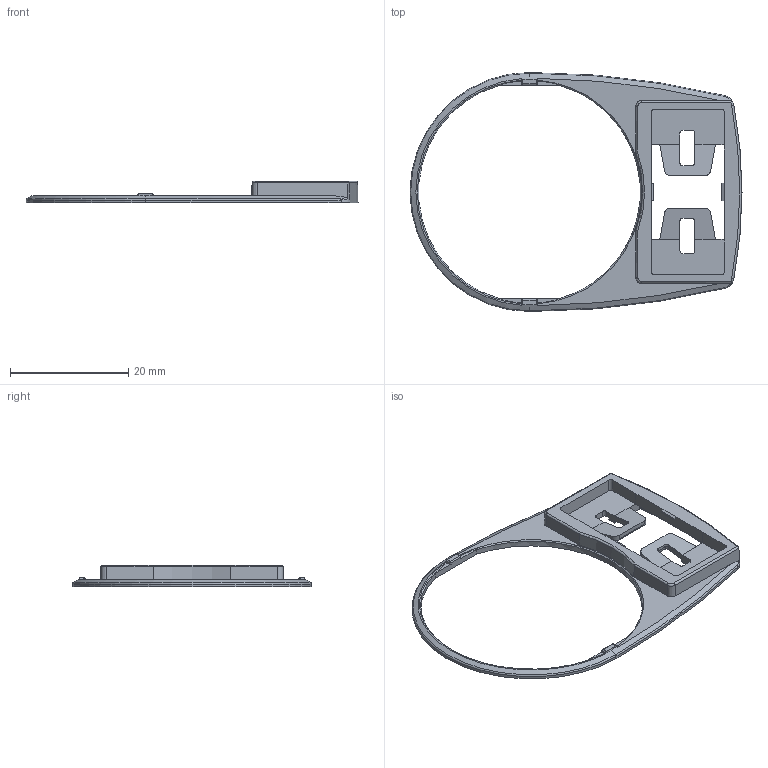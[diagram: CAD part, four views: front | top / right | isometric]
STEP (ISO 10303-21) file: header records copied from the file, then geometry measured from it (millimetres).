
FILE_DESCRIPTION(/* description */ (''),/* implementation_level */ '2;1');
FILE_NAME(/* name */ 'FILE_STP_CAD_DRAWING_3d_LPFXAU100_prt.stp',/* time_stamp */ '2021-09-08T13:56:53+02:00',/* author */ (''),/* organization */ (''),/* preprocessor_version */ 'ST-DEVELOPER v16.7',/* originating_system */ 'SIEMENS PLM Software NX 12.0',/* authorisation */ '');
FILE_SCHEMA (('AUTOMOTIVE_DESIGN { 1 0 10303 214 3 1 1 1 }'));
Length unit declared in the file: millimetre
Products named in the file (1): 3d_LPFXAU100
Bounding box: 56.26 x 40.5 x 3.65 mm (x, y, z)
Surface area: 2289.2 mm2 (no closed solid volume)
Topology: 0 solids, 1 shells, 178 faces, 498 edges, 313 vertices
Faces by surface type: plane 93, cylinder 42, cone 17, bspline 12, torus 8, sphere 4, extrusion 2
Entity records: 6536 total; most frequent: CARTESIAN_POINT 2043, ORIENTED_EDGE 980, DIRECTION 871, EDGE_CURVE 494, VERTEX_POINT 312, VECTOR 293, LINE 291, AXIS2_PLACEMENT_3D 289
